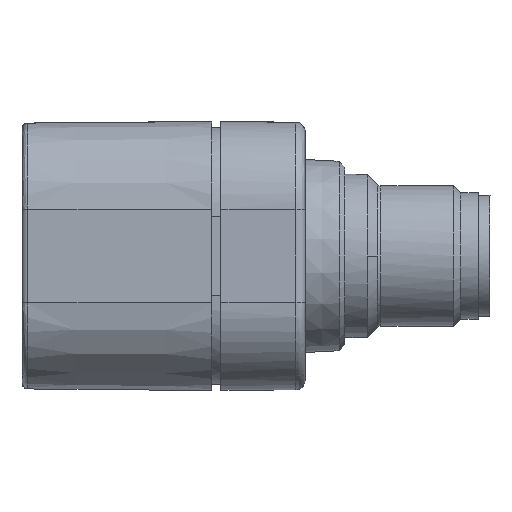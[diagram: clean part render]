
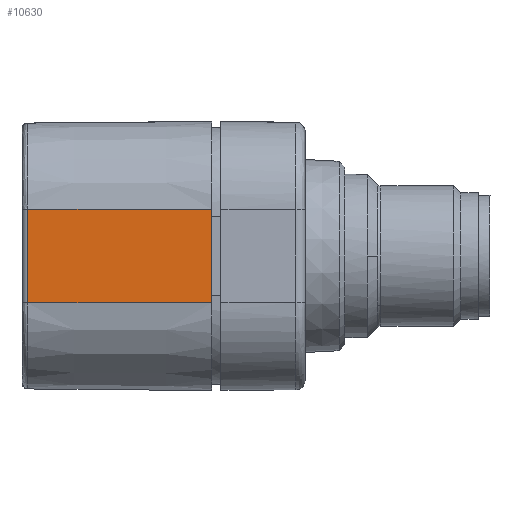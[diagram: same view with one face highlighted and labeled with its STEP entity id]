
A CAD part, front view. The second image highlights one B-rep face of the part: STEP entity #10630.
In plain terms, the highlighted planar face has unit normal (-0.009, -1, 0).
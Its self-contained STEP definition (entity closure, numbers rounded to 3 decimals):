
#2269 = LINE ( 'NONE', #6241, #8320 ) ;
#3436 = CARTESIAN_POINT ( 'NONE',  ( -4., 0., 4. ) ) ;
#4085 = VERTEX_POINT ( 'NONE', #18381 ) ;
#4464 = CARTESIAN_POINT ( 'NONE',  ( -11.852, 0.069, 4. ) ) ;
#4584 = VERTEX_POINT ( 'NONE', #20276 ) ;
#5395 = VECTOR ( 'NONE', #16270, 1000. ) ;
#5399 = LINE ( 'NONE', #16221, #5395 ) ;
#5690 = CARTESIAN_POINT ( 'NONE',  ( -4., 0., 0. ) ) ;
#5784 = VECTOR ( 'NONE', #6199, 1000. ) ;
#5805 = LINE ( 'NONE', #4464, #5784 ) ;
#6070 = DIRECTION ( 'NONE',  ( 0., 0., -1. ) ) ;
#6199 = DIRECTION ( 'NONE',  ( -1., 0.009, 0. ) ) ;
#6241 = CARTESIAN_POINT ( 'NONE',  ( -19.704, 0.137, 0. ) ) ;
#6580 = EDGE_CURVE ( 'NONE', #4584, #22528, #5399, .T. ) ;
#8320 = VECTOR ( 'NONE', #6070, 1000. ) ;
#9560 = EDGE_CURVE ( 'NONE', #4085, #4584, #2269, .T. ) ;
#10630 = ADVANCED_FACE ( 'NONE', ( #17993 ), #20338, .T. ) ;
#10953 = AXIS2_PLACEMENT_3D ( 'NONE', #19940, #19919, #19914 ) ;
#11306 = EDGE_LOOP ( 'NONE', ( #17678, #17708, #17892, #17958 ) ) ;
#14733 = EDGE_CURVE ( 'NONE', #18012, #22528, #16666, .T. ) ;
#16221 = CARTESIAN_POINT ( 'NONE',  ( -11.852, 0.069, -4. ) ) ;
#16270 = DIRECTION ( 'NONE',  ( 1., -0.009, 0. ) ) ;
#16666 = LINE ( 'NONE', #5690, #16686 ) ;
#16686 = VECTOR ( 'NONE', #19493, 1000. ) ;
#17678 = ORIENTED_EDGE ( 'NONE', *, *, #14733, .F. ) ;
#17708 = ORIENTED_EDGE ( 'NONE', *, *, #17970, .T. ) ;
#17892 = ORIENTED_EDGE ( 'NONE', *, *, #9560, .T. ) ;
#17958 = ORIENTED_EDGE ( 'NONE', *, *, #6580, .T. ) ;
#17970 = EDGE_CURVE ( 'NONE', #18012, #4085, #5805, .T. ) ;
#17993 = FACE_OUTER_BOUND ( 'NONE', #11306, .T. ) ;
#18012 = VERTEX_POINT ( 'NONE', #3436 ) ;
#18381 = CARTESIAN_POINT ( 'NONE',  ( -19.704, 0.137, 4. ) ) ;
#19318 = CARTESIAN_POINT ( 'NONE',  ( -4., 0., -4. ) ) ;
#19493 = DIRECTION ( 'NONE',  ( 0., 0., -1. ) ) ;
#19914 = DIRECTION ( 'NONE',  ( 0., 0., -1. ) ) ;
#19919 = DIRECTION ( 'NONE',  ( -0.009, -1., 0. ) ) ;
#19940 = CARTESIAN_POINT ( 'NONE',  ( -20.018, 0.14, 4.16 ) ) ;
#20276 = CARTESIAN_POINT ( 'NONE',  ( -19.704, 0.137, -4. ) ) ;
#20338 = PLANE ( 'NONE',  #10953 ) ;
#22528 = VERTEX_POINT ( 'NONE', #19318 ) ;
